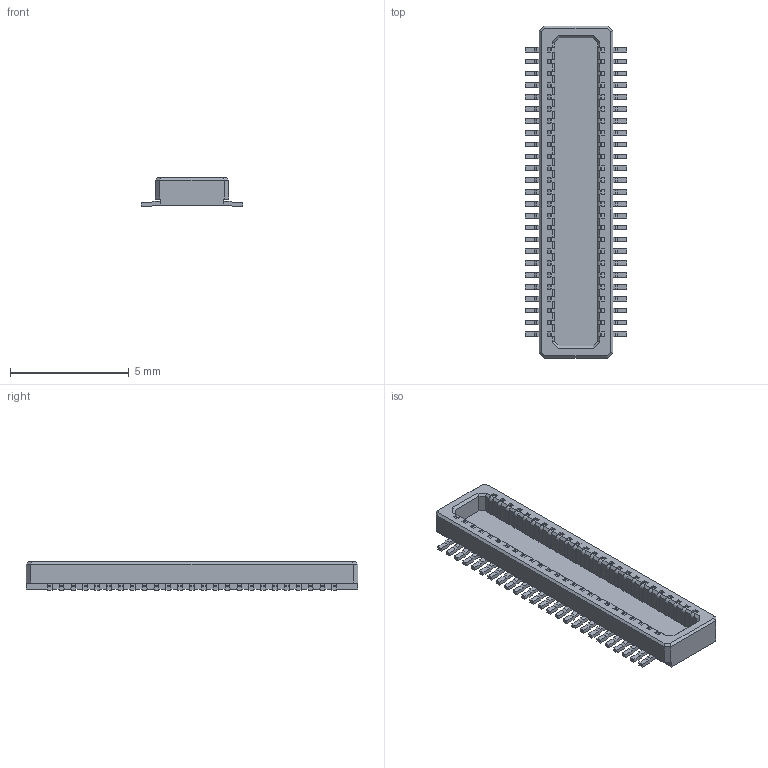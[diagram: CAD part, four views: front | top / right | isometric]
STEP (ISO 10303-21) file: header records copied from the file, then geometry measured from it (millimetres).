
FILE_DESCRIPTION(/* description */ ('Unknown'),/* implementation_level */ '2;1');
FILE_NAME(/* name */ 'J_Wurth_WR-BTB_658511223050',/* time_stamp */ '2025-05-22T16:59:53+08:00',/* author */ ('Unknown'),/* organization */ ('Unknown'),/* preprocessor_version */ 'ST-DEVELOPER v19.4',/* originating_system */ 'Solid Edge',/* authorisation */ 'Unknown');
FILE_SCHEMA (('AUTOMOTIVE_DESIGN {1 0 10303 214 3 1 1}'));
Products named in the file (2): J_Wurth_WR-BTB_658511223050
Assembly tree (1 placements, depth 2):
  J_Wurth_WR-BTB_658511223050
    J_Wurth_WR-BTB_658511223050
Bounding box: 4.3 x 14 x 1.2 mm (x, y, z)
Volume: 28.5 mm3; surface area: 206.7 mm2
Topology: 1 solids, 1 shells, 2039 faces, 5592 edges, 3556 vertices
Faces by surface type: plane 1739, cylinder 300
Entity records: 77694 total; most frequent: CARTESIAN_POINT 11189, ORIENTED_EDGE 11184, DIRECTION 10474, EDGE_CURVE 5592, LINE 4792, VECTOR 4792, VERTEX_POINT 3556, AXIS2_PLACEMENT_3D 2841
